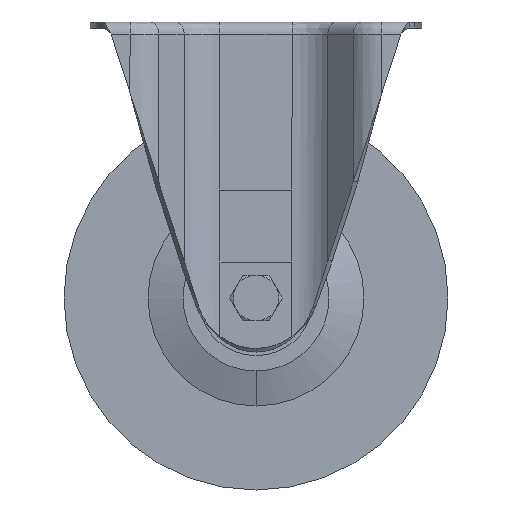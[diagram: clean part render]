
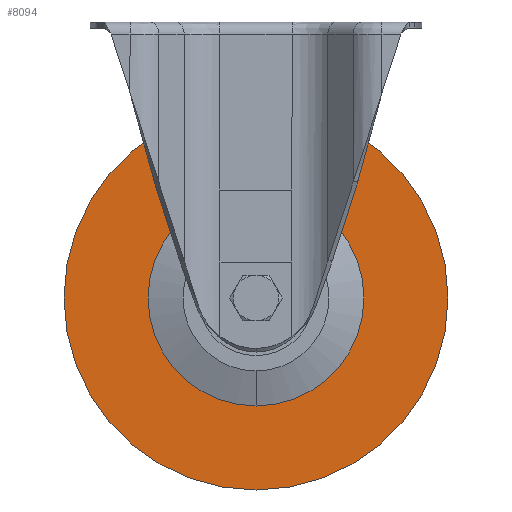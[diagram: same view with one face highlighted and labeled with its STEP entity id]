
A CAD part, front view. The second image highlights one B-rep face of the part: STEP entity #8094.
In plain terms, the highlighted planar face has unit normal (0, -1, 0).
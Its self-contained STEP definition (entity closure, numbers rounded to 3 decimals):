
#100 = ORIENTED_EDGE ( 'NONE', *, *, #710, .F. ) ;
#346 = VERTEX_POINT ( 'NONE', #12146 ) ;
#456 = AXIS2_PLACEMENT_3D ( 'NONE', #1809, #2793, #7699 ) ;
#710 = EDGE_CURVE ( 'NONE', #5018, #3292, #2908, .T. ) ;
#743 = DIRECTION ( 'NONE',  ( 0., 0., -1. ) ) ;
#1601 = VERTEX_POINT ( 'NONE', #12329 ) ;
#1776 = DIRECTION ( 'NONE',  ( 0., 0., -1. ) ) ;
#1809 = CARTESIAN_POINT ( 'NONE',  ( 0., -20., -115. ) ) ;
#1851 = ORIENTED_EDGE ( 'NONE', *, *, #2776, .T. ) ;
#2375 = CARTESIAN_POINT ( 'NONE',  ( 0., -20., -35. ) ) ;
#2525 = AXIS2_PLACEMENT_3D ( 'NONE', #9340, #12358, #11298 ) ;
#2776 = EDGE_CURVE ( 'NONE', #346, #1601, #12561, .T. ) ;
#2793 = DIRECTION ( 'NONE',  ( 0., 1., 0. ) ) ;
#2858 = DIRECTION ( 'NONE',  ( 0., -1., 0. ) ) ;
#2908 = CIRCLE ( 'NONE', #2525, 80. ) ;
#3113 = EDGE_CURVE ( 'NONE', #1601, #346, #5828, .T. ) ;
#3292 = VERTEX_POINT ( 'NONE', #10168 ) ;
#5018 = VERTEX_POINT ( 'NONE', #2375 ) ;
#5376 = AXIS2_PLACEMENT_3D ( 'NONE', #11100, #8150, #11997 ) ;
#5599 = CARTESIAN_POINT ( 'NONE',  ( 0., -20., -115. ) ) ;
#5828 = CIRCLE ( 'NONE', #5376, 45. ) ;
#6053 = ORIENTED_EDGE ( 'NONE', *, *, #12332, .F. ) ;
#6773 = DIRECTION ( 'NONE',  ( 0., 1., 0. ) ) ;
#6908 = EDGE_LOOP ( 'NONE', ( #7883, #1851 ) ) ;
#7024 = FACE_BOUND ( 'NONE', #6908, .T. ) ;
#7642 = EDGE_LOOP ( 'NONE', ( #6053, #100 ) ) ;
#7699 = DIRECTION ( 'NONE',  ( 0., 0., 1. ) ) ;
#7883 = ORIENTED_EDGE ( 'NONE', *, *, #3113, .T. ) ;
#8094 = ADVANCED_FACE ( 'NONE', ( #11446, #7024 ), #12585, .T. ) ;
#8150 = DIRECTION ( 'NONE',  ( 0., 1., 0. ) ) ;
#8690 = CARTESIAN_POINT ( 'NONE',  ( 0., -20., -115. ) ) ;
#9340 = CARTESIAN_POINT ( 'NONE',  ( 0., -20., -115. ) ) ;
#10168 = CARTESIAN_POINT ( 'NONE',  ( 0., -20., -195. ) ) ;
#10713 = CIRCLE ( 'NONE', #11495, 80. ) ;
#11100 = CARTESIAN_POINT ( 'NONE',  ( 0., -20., -115. ) ) ;
#11298 = DIRECTION ( 'NONE',  ( 0., 0., -1. ) ) ;
#11446 = FACE_OUTER_BOUND ( 'NONE', #7642, .T. ) ;
#11495 = AXIS2_PLACEMENT_3D ( 'NONE', #5599, #6773, #1776 ) ;
#11997 = DIRECTION ( 'NONE',  ( 0., 0., 1. ) ) ;
#12146 = CARTESIAN_POINT ( 'NONE',  ( 0., -20., -160. ) ) ;
#12329 = CARTESIAN_POINT ( 'NONE',  ( 0., -20., -70. ) ) ;
#12332 = EDGE_CURVE ( 'NONE', #3292, #5018, #10713, .T. ) ;
#12358 = DIRECTION ( 'NONE',  ( 0., 1., 0. ) ) ;
#12561 = CIRCLE ( 'NONE', #456, 45. ) ;
#12585 = PLANE ( 'NONE',  #12672 ) ;
#12672 = AXIS2_PLACEMENT_3D ( 'NONE', #8690, #2858, #743 ) ;
